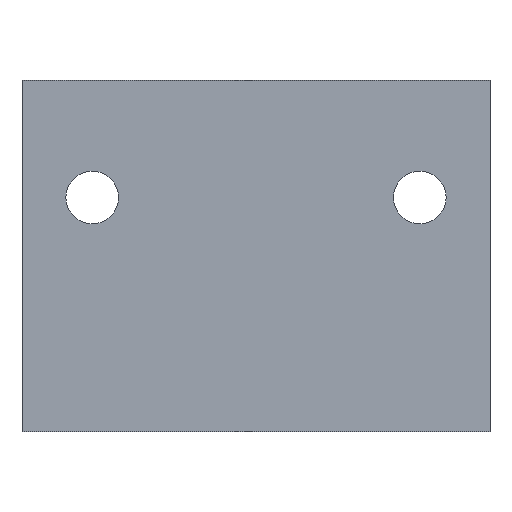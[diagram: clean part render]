
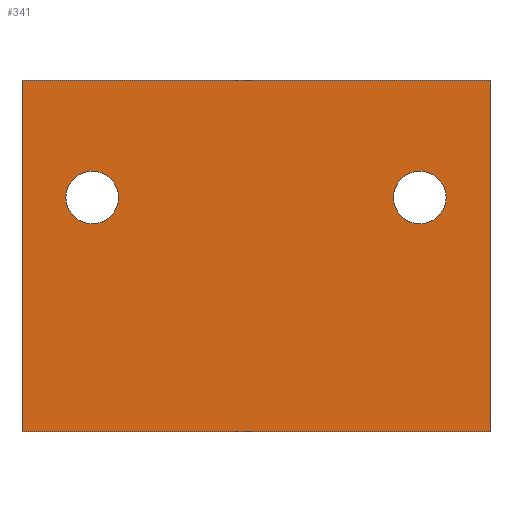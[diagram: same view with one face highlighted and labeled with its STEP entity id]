
A CAD part, left-side view. The second image highlights one B-rep face of the part: STEP entity #341.
In plain terms, the highlighted planar face has unit normal (-1, 0, 0).
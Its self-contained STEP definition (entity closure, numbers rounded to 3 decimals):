
#19=FACE_BOUND('',#67,.T.);
#20=FACE_BOUND('',#68,.T.);
#28=PLANE('',#396);
#45=FACE_OUTER_BOUND('',#66,.T.);
#66=EDGE_LOOP('',(#308,#309,#310,#311));
#67=EDGE_LOOP('',(#312,#313));
#68=EDGE_LOOP('',(#314,#315));
#74=LINE('',#539,#101);
#79=LINE('',#557,#106);
#95=LINE('',#606,#122);
#97=LINE('',#611,#124);
#101=VECTOR('',#416,10.);
#106=VECTOR('',#431,10.);
#122=VECTOR('',#485,10.);
#124=VECTOR('',#493,10.);
#137=CIRCLE('',#384,4.5);
#138=CIRCLE('',#385,4.5);
#140=CIRCLE('',#388,4.5);
#141=CIRCLE('',#389,4.5);
#151=VERTEX_POINT('',#536);
#152=VERTEX_POINT('',#538);
#159=VERTEX_POINT('',#554);
#160=VERTEX_POINT('',#556);
#169=VERTEX_POINT('',#587);
#170=VERTEX_POINT('',#588);
#172=VERTEX_POINT('',#595);
#173=VERTEX_POINT('',#596);
#184=EDGE_CURVE('',#151,#152,#74,.T.);
#193=EDGE_CURVE('',#159,#160,#79,.T.);
#209=EDGE_CURVE('',#169,#170,#137,.T.);
#210=EDGE_CURVE('',#170,#169,#138,.T.);
#213=EDGE_CURVE('',#172,#173,#140,.T.);
#214=EDGE_CURVE('',#173,#172,#141,.T.);
#219=EDGE_CURVE('',#151,#160,#95,.T.);
#221=EDGE_CURVE('',#159,#152,#97,.T.);
#308=ORIENTED_EDGE('',*,*,#221,.T.);
#309=ORIENTED_EDGE('',*,*,#184,.F.);
#310=ORIENTED_EDGE('',*,*,#219,.T.);
#311=ORIENTED_EDGE('',*,*,#193,.F.);
#312=ORIENTED_EDGE('',*,*,#209,.T.);
#313=ORIENTED_EDGE('',*,*,#210,.T.);
#314=ORIENTED_EDGE('',*,*,#213,.T.);
#315=ORIENTED_EDGE('',*,*,#214,.T.);
#341=ADVANCED_FACE('',(#45,#19,#20),#28,.T.);
#384=AXIS2_PLACEMENT_3D('',#589,#463,#464);
#385=AXIS2_PLACEMENT_3D('',#590,#465,#466);
#388=AXIS2_PLACEMENT_3D('',#597,#472,#473);
#389=AXIS2_PLACEMENT_3D('',#598,#474,#475);
#396=AXIS2_PLACEMENT_3D('',#612,#494,#495);
#416=DIRECTION('',(0.,0.,1.));
#431=DIRECTION('',(0.,0.,-1.));
#463=DIRECTION('center_axis',(1.,0.,0.));
#464=DIRECTION('ref_axis',(0.,0.,1.));
#465=DIRECTION('center_axis',(1.,0.,0.));
#466=DIRECTION('ref_axis',(0.,0.,1.));
#472=DIRECTION('center_axis',(1.,0.,0.));
#473=DIRECTION('ref_axis',(0.,0.,1.));
#474=DIRECTION('center_axis',(1.,0.,0.));
#475=DIRECTION('ref_axis',(0.,0.,1.));
#485=DIRECTION('',(0.,-1.,0.));
#493=DIRECTION('',(0.,1.,0.));
#494=DIRECTION('center_axis',(-1.,0.,0.));
#495=DIRECTION('ref_axis',(0.,0.,1.));
#536=CARTESIAN_POINT('',(0.,40.,0.));
#538=CARTESIAN_POINT('',(0.,40.,60.));
#539=CARTESIAN_POINT('',(0.,40.,0.));
#554=CARTESIAN_POINT('',(0.,-40.,60.));
#556=CARTESIAN_POINT('',(0.,-40.,0.));
#557=CARTESIAN_POINT('',(0.,-40.,0.));
#587=CARTESIAN_POINT('',(0.,28.,44.5));
#588=CARTESIAN_POINT('',(0.,28.,35.5));
#589=CARTESIAN_POINT('Origin',(0.,28.,40.));
#590=CARTESIAN_POINT('Origin',(0.,28.,40.));
#595=CARTESIAN_POINT('',(0.,-28.,44.5));
#596=CARTESIAN_POINT('',(0.,-28.,35.5));
#597=CARTESIAN_POINT('Origin',(0.,-28.,40.));
#598=CARTESIAN_POINT('Origin',(0.,-28.,40.));
#606=CARTESIAN_POINT('',(0.,0.,0.));
#611=CARTESIAN_POINT('',(0.,0.,60.));
#612=CARTESIAN_POINT('Origin',(0.,0.,0.));
